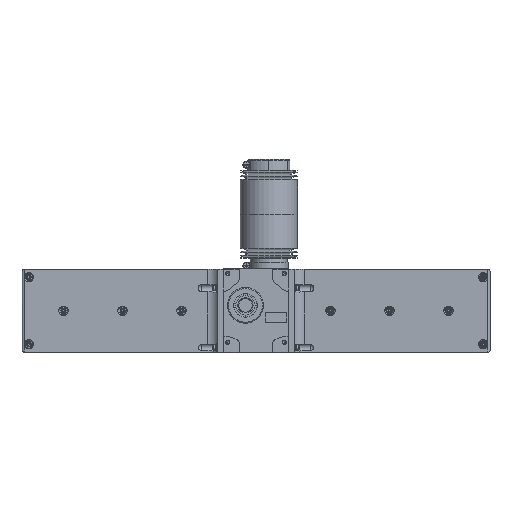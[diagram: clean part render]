
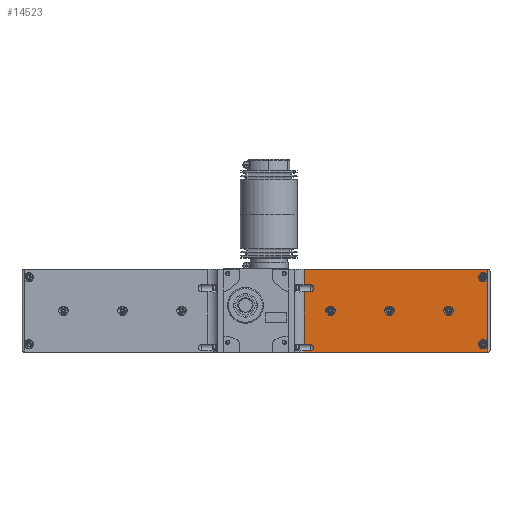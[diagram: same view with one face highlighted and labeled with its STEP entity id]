
A CAD part, top view. The second image highlights one B-rep face of the part: STEP entity #14523.
In plain terms, the highlighted face is planar.
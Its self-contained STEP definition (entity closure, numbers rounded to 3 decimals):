
#921=LINE('',#22683,#2033);
#923=LINE('',#22691,#2035);
#927=LINE('',#22705,#2039);
#928=LINE('',#22707,#2040);
#929=LINE('',#22709,#2041);
#931=LINE('',#22720,#2043);
#935=LINE('',#22744,#2047);
#936=LINE('',#22745,#2048);
#940=LINE('',#22769,#2052);
#941=LINE('',#22773,#2053);
#942=LINE('',#22776,#2054);
#943=LINE('',#22780,#2055);
#2033=VECTOR('',#18031,1000.);
#2035=VECTOR('',#18039,1000.);
#2039=VECTOR('',#18055,1000.);
#2040=VECTOR('',#18056,1000.);
#2041=VECTOR('',#18057,1000.);
#2043=VECTOR('',#18063,1000.);
#2047=VECTOR('',#18071,1000.);
#2048=VECTOR('',#18072,1000.);
#2052=VECTOR('',#18088,1000.);
#2053=VECTOR('',#18091,1000.);
#2054=VECTOR('',#18096,1000.);
#2055=VECTOR('',#18099,1000.);
#3780=ORIENTED_EDGE('',*,*,#7268,.F.);
#3781=ORIENTED_EDGE('',*,*,#7269,.F.);
#3782=ORIENTED_EDGE('',*,*,#7270,.F.);
#3783=ORIENTED_EDGE('',*,*,#7271,.T.);
#3784=ORIENTED_EDGE('',*,*,#7272,.T.);
#3785=ORIENTED_EDGE('',*,*,#7273,.T.);
#3786=ORIENTED_EDGE('',*,*,#7261,.T.);
#3787=ORIENTED_EDGE('',*,*,#7236,.T.);
#3788=ORIENTED_EDGE('',*,*,#7249,.F.);
#3789=ORIENTED_EDGE('',*,*,#7274,.F.);
#3790=ORIENTED_EDGE('',*,*,#7248,.F.);
#3791=ORIENTED_EDGE('',*,*,#7275,.F.);
#3792=ORIENTED_EDGE('',*,*,#7247,.F.);
#3793=ORIENTED_EDGE('',*,*,#7240,.F.);
#3794=ORIENTED_EDGE('',*,*,#7260,.T.);
#3795=ORIENTED_EDGE('',*,*,#7276,.T.);
#3796=ORIENTED_EDGE('',*,*,#7277,.T.);
#3797=ORIENTED_EDGE('',*,*,#7278,.T.);
#3798=ORIENTED_EDGE('',*,*,#7252,.T.);
#7236=EDGE_CURVE('',#9077,#9076,#921,.T.);
#7240=EDGE_CURVE('',#9080,#9081,#923,.T.);
#7247=EDGE_CURVE('',#9081,#9084,#927,.T.);
#7248=EDGE_CURVE('',#9084,#9085,#928,.T.);
#7249=EDGE_CURVE('',#9085,#9076,#929,.T.);
#7252=EDGE_CURVE('',#9088,#9086,#931,.T.);
#7260=EDGE_CURVE('',#9080,#9095,#935,.T.);
#7261=EDGE_CURVE('',#9096,#9077,#936,.T.);
#7268=EDGE_CURVE('',#9102,#9102,#10373,.T.);
#7269=EDGE_CURVE('',#9103,#9103,#10374,.T.);
#7270=EDGE_CURVE('',#9104,#9104,#10375,.T.);
#7271=EDGE_CURVE('',#9086,#9105,#940,.F.);
#7272=EDGE_CURVE('',#9105,#9106,#10376,.T.);
#7273=EDGE_CURVE('',#9106,#9096,#941,.T.);
#7274=EDGE_CURVE('',#9085,#9085,#10377,.F.);
#7275=EDGE_CURVE('',#9084,#9084,#10378,.F.);
#7276=EDGE_CURVE('',#9095,#9107,#942,.F.);
#7277=EDGE_CURVE('',#9107,#9108,#10379,.T.);
#7278=EDGE_CURVE('',#9108,#9088,#943,.T.);
#9076=VERTEX_POINT('',#22680);
#9077=VERTEX_POINT('',#22684);
#9080=VERTEX_POINT('',#22692);
#9081=VERTEX_POINT('',#22693);
#9084=VERTEX_POINT('',#22706);
#9085=VERTEX_POINT('',#22708);
#9086=VERTEX_POINT('',#22718);
#9088=VERTEX_POINT('',#22721);
#9095=VERTEX_POINT('',#22743);
#9096=VERTEX_POINT('',#22746);
#9102=VERTEX_POINT('',#22764);
#9103=VERTEX_POINT('',#22766);
#9104=VERTEX_POINT('',#22768);
#9105=VERTEX_POINT('',#22770);
#9106=VERTEX_POINT('',#22772);
#9107=VERTEX_POINT('',#22777);
#9108=VERTEX_POINT('',#22779);
#10373=CIRCLE('',#15764,6.5);
#10374=CIRCLE('',#15765,6.5);
#10375=CIRCLE('',#15766,6.5);
#10376=CIRCLE('',#15767,4.33);
#10377=CIRCLE('',#15768,6.5);
#10378=CIRCLE('',#15769,6.5);
#10379=CIRCLE('',#15770,4.899);
#11159=EDGE_LOOP('',(#3780));
#11160=EDGE_LOOP('',(#3781));
#11161=EDGE_LOOP('',(#3782));
#11162=EDGE_LOOP('',(#3783,#3784,#3785,#3786,#3787,#3788,#3789,#3790,#3791,
#3792,#3793,#3794,#3795,#3796,#3797,#3798));
#12605=FACE_BOUND('',#11159,.T.);
#12606=FACE_BOUND('',#11160,.T.);
#12607=FACE_BOUND('',#11161,.T.);
#12608=FACE_BOUND('',#11162,.T.);
#13883=PLANE('',#15763);
#14523=ADVANCED_FACE('',(#12605,#12606,#12607,#12608),#13883,.F.);
#15763=AXIS2_PLACEMENT_3D('',#22762,#18080,#18081);
#15764=AXIS2_PLACEMENT_3D('',#22763,#18082,#18083);
#15765=AXIS2_PLACEMENT_3D('',#22765,#18084,#18085);
#15766=AXIS2_PLACEMENT_3D('',#22767,#18086,#18087);
#15767=AXIS2_PLACEMENT_3D('',#22771,#18089,#18090);
#15768=AXIS2_PLACEMENT_3D('',#22774,#18092,#18093);
#15769=AXIS2_PLACEMENT_3D('',#22775,#18094,#18095);
#15770=AXIS2_PLACEMENT_3D('',#22778,#18097,#18098);
#18031=DIRECTION('',(-1.,0.,0.));
#18039=DIRECTION('',(-1.,0.,0.));
#18055=DIRECTION('',(0.,-1.,0.));
#18056=DIRECTION('',(0.,-1.,0.));
#18057=DIRECTION('',(0.,-1.,0.));
#18063=DIRECTION('',(0.,-1.,0.));
#18071=DIRECTION('',(0.,-1.,0.));
#18072=DIRECTION('',(0.,-1.,0.));
#18080=DIRECTION('',(0.,0.,1.));
#18081=DIRECTION('',(1.,0.,0.));
#18082=DIRECTION('',(0.,0.,-1.));
#18083=DIRECTION('',(-1.,0.,0.));
#18084=DIRECTION('',(0.,0.,-1.));
#18085=DIRECTION('',(-1.,0.,0.));
#18086=DIRECTION('',(0.,0.,-1.));
#18087=DIRECTION('',(-1.,0.,0.));
#18088=DIRECTION('',(1.,0.,0.));
#18089=DIRECTION('',(0.,0.,1.));
#18090=DIRECTION('',(1.,0.,0.));
#18091=DIRECTION('',(1.,0.,0.));
#18092=DIRECTION('',(0.,0.,1.));
#18093=DIRECTION('',(1.,0.,0.));
#18094=DIRECTION('',(0.,0.,1.));
#18095=DIRECTION('',(1.,0.,0.));
#18096=DIRECTION('',(1.,0.,0.));
#18097=DIRECTION('',(0.,0.,1.));
#18098=DIRECTION('',(1.,0.,0.));
#18099=DIRECTION('',(1.,0.,0.));
#22680=CARTESIAN_POINT('',(-278.,-58.,-22.5));
#22683=CARTESIAN_POINT('',(-21.229,-58.,-22.5));
#22684=CARTESIAN_POINT('',(-21.229,-58.,-22.5));
#22691=CARTESIAN_POINT('',(-21.229,58.,-22.5));
#22692=CARTESIAN_POINT('',(-21.229,58.,-22.5));
#22693=CARTESIAN_POINT('',(-278.,58.,-22.5));
#22705=CARTESIAN_POINT('',(-278.,58.,-22.5));
#22706=CARTESIAN_POINT('',(-278.,47.,-22.5));
#22707=CARTESIAN_POINT('',(-278.,58.,-22.5));
#22708=CARTESIAN_POINT('',(-278.,-47.,-22.5));
#22709=CARTESIAN_POINT('',(-278.,58.,-22.5));
#22718=CARTESIAN_POINT('',(-21.229,-47.17,-22.5));
#22720=CARTESIAN_POINT('',(-21.229,58.,-22.5));
#22721=CARTESIAN_POINT('',(-21.229,26.601,-22.5));
#22743=CARTESIAN_POINT('',(-21.229,36.399,-22.5));
#22744=CARTESIAN_POINT('',(-21.229,58.,-22.5));
#22745=CARTESIAN_POINT('',(-21.229,58.,-22.5));
#22746=CARTESIAN_POINT('',(-21.229,-55.83,-22.5));
#22762=CARTESIAN_POINT('',(-21.229,58.,-22.5));
#22763=CARTESIAN_POINT('',(-223.,0.,-22.5));
#22764=CARTESIAN_POINT('',(-229.5,0.,-22.5));
#22765=CARTESIAN_POINT('',(-140.5,0.,-22.5));
#22766=CARTESIAN_POINT('',(-147.,0.,-22.5));
#22767=CARTESIAN_POINT('',(-58.,0.,-22.5));
#22768=CARTESIAN_POINT('',(-64.5,0.,-22.5));
#22769=CARTESIAN_POINT('',(-30.,-47.17,-22.5));
#22770=CARTESIAN_POINT('',(-30.,-47.17,-22.5));
#22771=CARTESIAN_POINT('',(-30.,-51.5,-22.5));
#22772=CARTESIAN_POINT('',(-30.,-55.83,-22.5));
#22773=CARTESIAN_POINT('',(-30.,-55.83,-22.5));
#22774=CARTESIAN_POINT('',(-271.5,-47.,-22.5));
#22775=CARTESIAN_POINT('',(-271.5,47.,-22.5));
#22776=CARTESIAN_POINT('',(-30.,36.399,-22.5));
#22777=CARTESIAN_POINT('',(-30.,36.399,-22.5));
#22778=CARTESIAN_POINT('',(-30.,31.5,-22.5));
#22779=CARTESIAN_POINT('',(-30.,26.601,-22.5));
#22780=CARTESIAN_POINT('',(-30.,26.601,-22.5));
